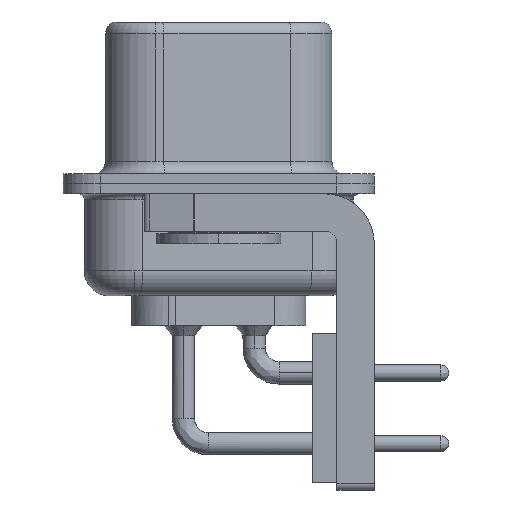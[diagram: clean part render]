
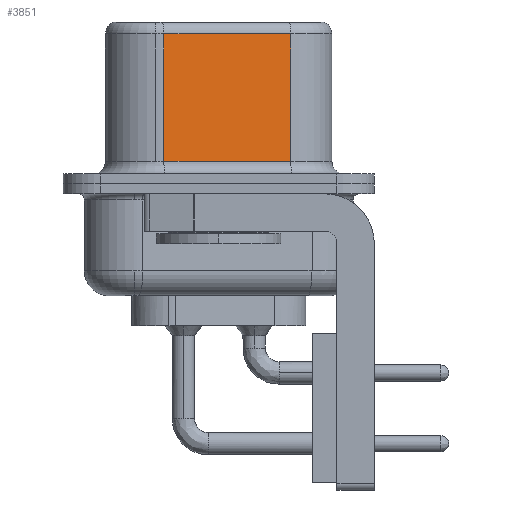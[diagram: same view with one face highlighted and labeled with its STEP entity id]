
A CAD part, left-side view. The second image highlights one B-rep face of the part: STEP entity #3851.
In plain terms, the highlighted planar face has unit normal (-0.985, -0.174, 0).
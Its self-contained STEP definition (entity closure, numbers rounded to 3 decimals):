
#1153 = LINE ( 'NONE', #17553, #6129 ) ;
#2043 = VECTOR ( 'NONE', #13112, 1000. ) ;
#2222 = DIRECTION ( 'NONE',  ( 0.174, -0.985, 0. ) ) ;
#3851 = ADVANCED_FACE ( 'NONE', ( #5540 ), #23262, .F. ) ;
#4247 = CARTESIAN_POINT ( 'NONE',  ( 4.555, -2.897, 6.52 ) ) ;
#4502 = LINE ( 'NONE', #4247, #9515 ) ;
#4564 = VERTEX_POINT ( 'NONE', #11175 ) ;
#5446 = CARTESIAN_POINT ( 'NONE',  ( 4.555, -2.897, 0.9 ) ) ;
#5488 = AXIS2_PLACEMENT_3D ( 'NONE', #21992, #20559, #22999 ) ;
#5540 = FACE_OUTER_BOUND ( 'NONE', #13926, .T. ) ;
#5604 = VECTOR ( 'NONE', #2222, 1000. ) ;
#5986 = VERTEX_POINT ( 'NONE', #5446 ) ;
#6129 = VECTOR ( 'NONE', #21344, 1000. ) ;
#7683 = CARTESIAN_POINT ( 'NONE',  ( 4.555, -2.897, 0.9 ) ) ;
#9224 = CARTESIAN_POINT ( 'NONE',  ( 3.655, 2.203, 0.9 ) ) ;
#9326 = EDGE_CURVE ( 'NONE', #16483, #5986, #15645, .T. ) ;
#9515 = VECTOR ( 'NONE', #17366, 1000. ) ;
#10904 = EDGE_CURVE ( 'NONE', #14619, #16483, #1153, .T. ) ;
#11069 = EDGE_CURVE ( 'NONE', #4564, #14619, #17013, .T. ) ;
#11175 = CARTESIAN_POINT ( 'NONE',  ( 4.555, -2.897, 6.02 ) ) ;
#12926 = ORIENTED_EDGE ( 'NONE', *, *, #9326, .T. ) ;
#13112 = DIRECTION ( 'NONE',  ( -0.174, 0.985, 0. ) ) ;
#13179 = CARTESIAN_POINT ( 'NONE',  ( 3.655, 2.203, 6.02 ) ) ;
#13852 = ORIENTED_EDGE ( 'NONE', *, *, #15451, .F. ) ;
#13926 = EDGE_LOOP ( 'NONE', ( #13852, #20240, #23177, #12926 ) ) ;
#14619 = VERTEX_POINT ( 'NONE', #13179 ) ;
#15451 = EDGE_CURVE ( 'NONE', #4564, #5986, #4502, .T. ) ;
#15645 = LINE ( 'NONE', #7683, #5604 ) ;
#16483 = VERTEX_POINT ( 'NONE', #9224 ) ;
#16853 = CARTESIAN_POINT ( 'NONE',  ( 4.555, -2.897, 6.02 ) ) ;
#17013 = LINE ( 'NONE', #16853, #2043 ) ;
#17366 = DIRECTION ( 'NONE',  ( 0., 0., -1. ) ) ;
#17553 = CARTESIAN_POINT ( 'NONE',  ( 3.655, 2.203, 6.52 ) ) ;
#20240 = ORIENTED_EDGE ( 'NONE', *, *, #11069, .T. ) ;
#20559 = DIRECTION ( 'NONE',  ( 0.985, 0.174, 0. ) ) ;
#21344 = DIRECTION ( 'NONE',  ( 0., 0., -1. ) ) ;
#21992 = CARTESIAN_POINT ( 'NONE',  ( 4.555, -2.897, 6.52 ) ) ;
#22999 = DIRECTION ( 'NONE',  ( -0.174, 0.985, 0. ) ) ;
#23177 = ORIENTED_EDGE ( 'NONE', *, *, #10904, .T. ) ;
#23262 = PLANE ( 'NONE',  #5488 ) ;
